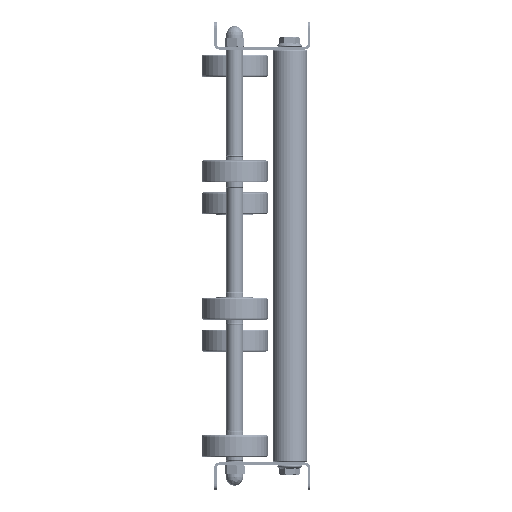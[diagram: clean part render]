
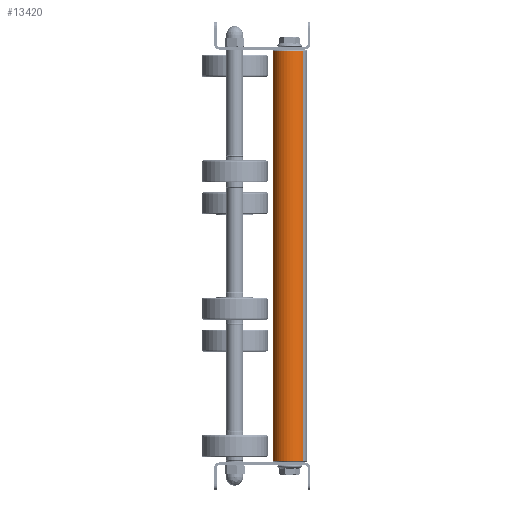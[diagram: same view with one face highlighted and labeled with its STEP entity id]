
A CAD part, left-side view. The second image highlights one B-rep face of the part: STEP entity #13420.
In plain terms, the highlighted cylindrical face has radius 12.5 mm (diameter 25 mm), a partial arc.
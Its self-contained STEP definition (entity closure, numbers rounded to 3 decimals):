
#43 = EDGE_LOOP ( 'NONE', ( #9385, #27123, #11499, #10284 ) ) ;
#1422 = LINE ( 'NONE', #8558, #6133 ) ;
#2156 = DIRECTION ( 'NONE',  ( 0., 0., 1. ) ) ;
#4888 = EDGE_CURVE ( 'NONE', #23894, #24864, #26755, .T. ) ;
#5979 = AXIS2_PLACEMENT_3D ( 'NONE', #23069, #25736, #2156 ) ;
#6133 = VECTOR ( 'NONE', #6234, 1000. ) ;
#6234 = DIRECTION ( 'NONE',  ( -1., 0., 0. ) ) ;
#6318 = CARTESIAN_POINT ( 'NONE',  ( 1., 0., 12.5 ) ) ;
#7483 = AXIS2_PLACEMENT_3D ( 'NONE', #10670, #15344, #15037 ) ;
#8558 = CARTESIAN_POINT ( 'NONE',  ( 300., 0., 12.5 ) ) ;
#8799 = VERTEX_POINT ( 'NONE', #6318 ) ;
#9385 = ORIENTED_EDGE ( 'NONE', *, *, #4888, .F. ) ;
#9699 = CARTESIAN_POINT ( 'NONE',  ( 300., 0., -12.5 ) ) ;
#10006 = DIRECTION ( 'NONE',  ( -1., 0., 0. ) ) ;
#10284 = ORIENTED_EDGE ( 'NONE', *, *, #10916, .T. ) ;
#10440 = CARTESIAN_POINT ( 'NONE',  ( 1., 0., 0. ) ) ;
#10670 = CARTESIAN_POINT ( 'NONE',  ( 299., 0., 0. ) ) ;
#10916 = EDGE_CURVE ( 'NONE', #8799, #24864, #19204, .T. ) ;
#11499 = ORIENTED_EDGE ( 'NONE', *, *, #20126, .T. ) ;
#12256 = CARTESIAN_POINT ( 'NONE',  ( 1., 0., -12.5 ) ) ;
#13420 = ADVANCED_FACE ( 'NONE', ( #21202 ), #28197, .T. ) ;
#15037 = DIRECTION ( 'NONE',  ( 0., 0., -1. ) ) ;
#15344 = DIRECTION ( 'NONE',  ( -1., 0., 0. ) ) ;
#17018 = CARTESIAN_POINT ( 'NONE',  ( 299., 0., 12.5 ) ) ;
#18044 = DIRECTION ( 'NONE',  ( 1., 0., 0. ) ) ;
#18633 = EDGE_CURVE ( 'NONE', #23894, #24246, #20841, .T. ) ;
#19204 = CIRCLE ( 'NONE', #26156, 12.5 ) ;
#20126 = EDGE_CURVE ( 'NONE', #24246, #8799, #1422, .T. ) ;
#20841 = CIRCLE ( 'NONE', #7483, 12.5 ) ;
#21202 = FACE_OUTER_BOUND ( 'NONE', #43, .T. ) ;
#22835 = DIRECTION ( 'NONE',  ( 0., 0., -1. ) ) ;
#23069 = CARTESIAN_POINT ( 'NONE',  ( 300., 0., 0. ) ) ;
#23782 = VECTOR ( 'NONE', #10006, 1000. ) ;
#23894 = VERTEX_POINT ( 'NONE', #24185 ) ;
#24185 = CARTESIAN_POINT ( 'NONE',  ( 299., 0., -12.5 ) ) ;
#24246 = VERTEX_POINT ( 'NONE', #17018 ) ;
#24864 = VERTEX_POINT ( 'NONE', #12256 ) ;
#25736 = DIRECTION ( 'NONE',  ( -1., 0., 0. ) ) ;
#26156 = AXIS2_PLACEMENT_3D ( 'NONE', #10440, #18044, #22835 ) ;
#26755 = LINE ( 'NONE', #9699, #23782 ) ;
#27123 = ORIENTED_EDGE ( 'NONE', *, *, #18633, .T. ) ;
#28197 = CYLINDRICAL_SURFACE ( 'NONE', #5979, 12.5 ) ;
